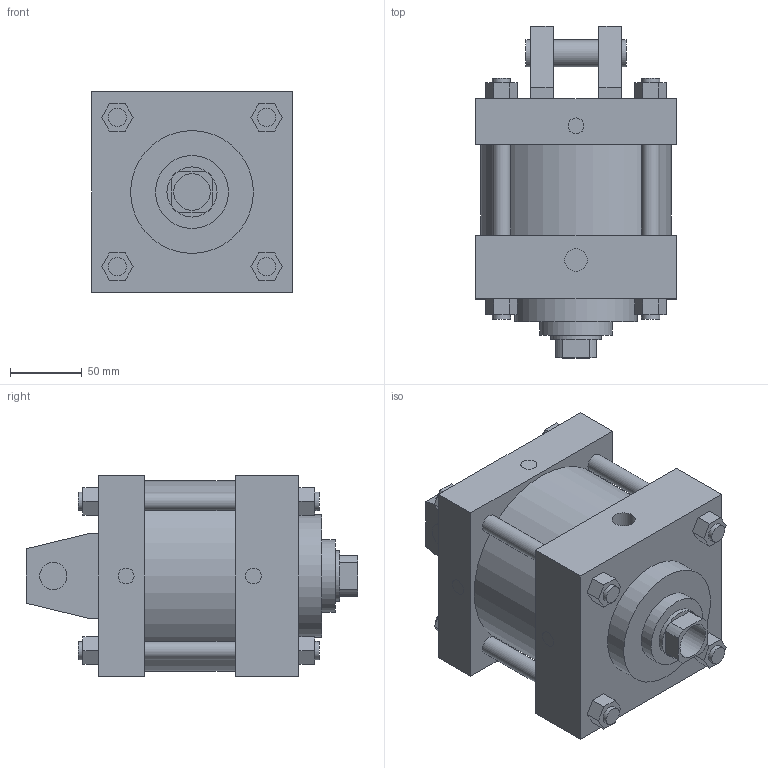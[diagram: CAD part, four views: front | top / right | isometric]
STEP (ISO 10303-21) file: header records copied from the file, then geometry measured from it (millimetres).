
FILE_DESCRIPTION((' Parasolid data model '),'2;1');
FILE_NAME('GSSL','1999-12-15T14:50:56+00:00',(' GSSL '),(' GSSL Pune '),'','GSSL Pune','Author');
FILE_SCHEMA(('CONFIG_CONTROL_DESIGN'));
Length unit declared in the file: millimetre
Bounding box: 139.7 x 231.78 x 139.7 mm (x, y, z)
Surface area: 161766.4 mm2 (no closed solid volume)
Topology: 0 solids, 9 shells, 141 faces, 364 edges, 260 vertices
Faces by surface type: plane 109, cylinder 32
Full cylindrical faces by diameter (mm): 11.113 x6, 12.7 x12, 15.926 x2, 19.05 x3, 25.4 x1, 34.925 x1, 50.8 x1, 85.725 x1, 133.35 x1
Entity records: 4473 total; most frequent: CARTESIAN_POINT 793, DIRECTION 700, ORIENTED_EDGE 621, EDGE_CURVE 372, LINE 302, VECTOR 302, VERTEX_POINT 292, EDGE_LOOP 226
